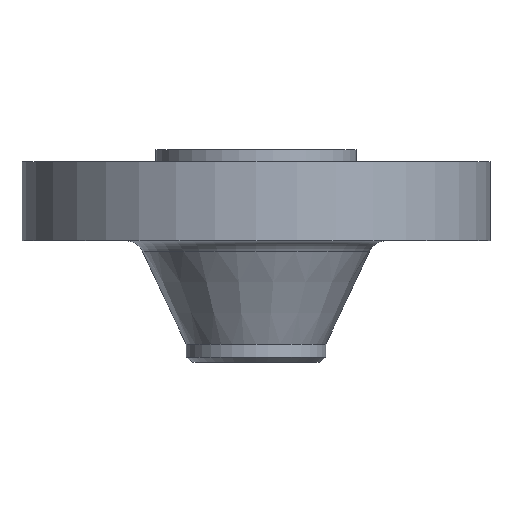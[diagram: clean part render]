
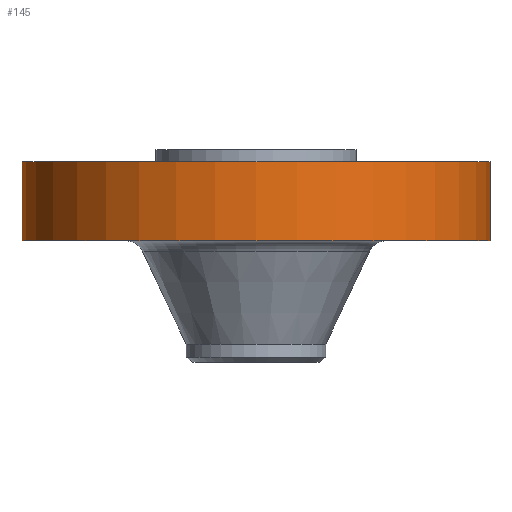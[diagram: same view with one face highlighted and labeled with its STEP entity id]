
A CAD part, front view. The second image highlights one B-rep face of the part: STEP entity #145.
In plain terms, the highlighted cylindrical face has radius 122.237 mm (diameter 244.475 mm), a partial arc.
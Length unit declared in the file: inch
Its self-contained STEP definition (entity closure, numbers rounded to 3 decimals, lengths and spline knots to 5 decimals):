
#31 = CARTESIAN_POINT ( 'NONE',  ( -4.8125, 0., -0.25 ) ) ;
#32 = ORIENTED_EDGE ( 'NONE', *, *, #906, .T. ) ;
#61 = VERTEX_POINT ( 'NONE', #349 ) ;
#63 = EDGE_CURVE ( 'NONE', #493, #80, #1147, .T. ) ;
#74 = AXIS2_PLACEMENT_3D ( 'NONE', #531, #721, #1060 ) ;
#77 = CARTESIAN_POINT ( 'NONE',  ( 4.8125, 0., -1.875 ) ) ;
#80 = VERTEX_POINT ( 'NONE', #431 ) ;
#145 = ADVANCED_FACE ( 'NONE', ( #681 ), #1127, .T. ) ;
#245 = ORIENTED_EDGE ( 'NONE', *, *, #1133, .F. ) ;
#303 = VECTOR ( 'NONE', #453, 39.37008 ) ;
#349 = CARTESIAN_POINT ( 'NONE',  ( -4.8125, 0., -1.875 ) ) ;
#431 = CARTESIAN_POINT ( 'NONE',  ( 4.8125, 0., -0.25 ) ) ;
#439 = VERTEX_POINT ( 'NONE', #31 ) ;
#453 = DIRECTION ( 'NONE',  ( 0., 0., 1. ) ) ;
#481 = EDGE_LOOP ( 'NONE', ( #245, #32, #628, #528 ) ) ;
#493 = VERTEX_POINT ( 'NONE', #77 ) ;
#501 = CIRCLE ( 'NONE', #751, 4.8125 ) ;
#528 = ORIENTED_EDGE ( 'NONE', *, *, #777, .F. ) ;
#531 = CARTESIAN_POINT ( 'NONE',  ( 0., 0., -0.25 ) ) ;
#567 = DIRECTION ( 'NONE',  ( 0., 0., 1. ) ) ;
#576 = CARTESIAN_POINT ( 'NONE',  ( 0., 0., -1.875 ) ) ;
#577 = CIRCLE ( 'NONE', #74, 4.8125 ) ;
#603 = CARTESIAN_POINT ( 'NONE',  ( 4.8125, 0., 0. ) ) ;
#628 = ORIENTED_EDGE ( 'NONE', *, *, #63, .T. ) ;
#681 = FACE_OUTER_BOUND ( 'NONE', #481, .T. ) ;
#720 = CARTESIAN_POINT ( 'NONE',  ( -4.8125, 0., 0. ) ) ;
#721 = DIRECTION ( 'NONE',  ( 0., 0., 1. ) ) ;
#751 = AXIS2_PLACEMENT_3D ( 'NONE', #576, #567, #936 ) ;
#777 = EDGE_CURVE ( 'NONE', #439, #80, #577, .T. ) ;
#868 = DIRECTION ( 'NONE',  ( 0., 0., 1. ) ) ;
#906 = EDGE_CURVE ( 'NONE', #61, #493, #501, .T. ) ;
#922 = AXIS2_PLACEMENT_3D ( 'NONE', #953, #1043, #967 ) ;
#936 = DIRECTION ( 'NONE',  ( 1., 0., 0. ) ) ;
#953 = CARTESIAN_POINT ( 'NONE',  ( 0., 0., 0. ) ) ;
#967 = DIRECTION ( 'NONE',  ( 1., 0., 0. ) ) ;
#1043 = DIRECTION ( 'NONE',  ( 0., 0., 1. ) ) ;
#1060 = DIRECTION ( 'NONE',  ( 1., 0., 0. ) ) ;
#1081 = LINE ( 'NONE', #720, #303 ) ;
#1101 = VECTOR ( 'NONE', #868, 39.37008 ) ;
#1127 = CYLINDRICAL_SURFACE ( 'NONE', #922, 4.8125 ) ;
#1133 = EDGE_CURVE ( 'NONE', #61, #439, #1081, .T. ) ;
#1147 = LINE ( 'NONE', #603, #1101 ) ;
